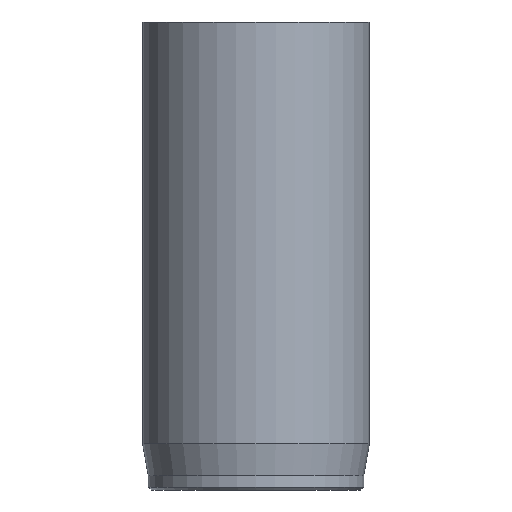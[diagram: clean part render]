
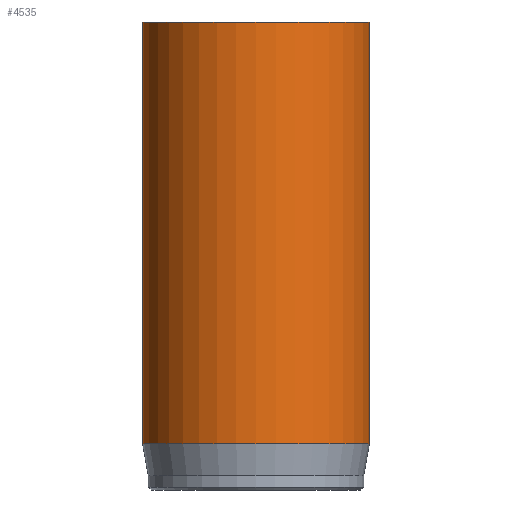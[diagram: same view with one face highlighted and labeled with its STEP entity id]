
A CAD part, front view. The second image highlights one B-rep face of the part: STEP entity #4535.
In plain terms, the highlighted cylindrical face has radius 8 mm (diameter 16 mm), a full revolution.
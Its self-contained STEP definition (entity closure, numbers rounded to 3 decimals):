
#32=CYLINDRICAL_SURFACE('',#4690,8.);
#48=CIRCLE('',#4656,8.);
#64=CIRCLE('',#4688,8.);
#65=CIRCLE('',#4689,8.);
#395=FACE_OUTER_BOUND('',#667,.T.);
#667=EDGE_LOOP('',(#4019,#4020,#4021,#4022,#4023));
#959=LINE('',#8976,#1259);
#1259=VECTOR('',#5160,8.);
#2037=VERTEX_POINT('',#8914);
#2053=VERTEX_POINT('',#8970);
#2054=VERTEX_POINT('',#8971);
#2691=EDGE_CURVE('',#2037,#2037,#48,.T.);
#2715=EDGE_CURVE('',#2053,#2054,#64,.T.);
#2716=EDGE_CURVE('',#2054,#2053,#65,.T.);
#2718=EDGE_CURVE('',#2037,#2053,#959,.T.);
#4019=ORIENTED_EDGE('',*,*,#2691,.T.);
#4020=ORIENTED_EDGE('',*,*,#2718,.T.);
#4021=ORIENTED_EDGE('',*,*,#2715,.T.);
#4022=ORIENTED_EDGE('',*,*,#2716,.T.);
#4023=ORIENTED_EDGE('',*,*,#2718,.F.);
#4535=ADVANCED_FACE('',(#395),#32,.T.);
#4656=AXIS2_PLACEMENT_3D('',#8915,#5081,#5082);
#4688=AXIS2_PLACEMENT_3D('',#8972,#5153,#5154);
#4689=AXIS2_PLACEMENT_3D('',#8973,#5155,#5156);
#4690=AXIS2_PLACEMENT_3D('',#8975,#5158,#5159);
#5081=DIRECTION('center_axis',(0.,0.,-1.));
#5082=DIRECTION('ref_axis',(-1.,0.,0.));
#5153=DIRECTION('center_axis',(0.,0.,1.));
#5154=DIRECTION('ref_axis',(-1.,0.,0.));
#5155=DIRECTION('center_axis',(0.,0.,1.));
#5156=DIRECTION('ref_axis',(-1.,0.,0.));
#5158=DIRECTION('center_axis',(0.,0.,1.));
#5159=DIRECTION('ref_axis',(-1.,0.,0.));
#5160=DIRECTION('',(0.,0.,-1.));
#8914=CARTESIAN_POINT('',(8.,0.,33.));
#8915=CARTESIAN_POINT('Origin',(0.,0.,33.));
#8970=CARTESIAN_POINT('',(8.,0.,3.269));
#8971=CARTESIAN_POINT('',(-8.,0.,3.269));
#8972=CARTESIAN_POINT('Origin',(0.,0.,3.269));
#8973=CARTESIAN_POINT('Origin',(0.,0.,3.269));
#8975=CARTESIAN_POINT('Origin',(0.,0.,0.));
#8976=CARTESIAN_POINT('',(8.,0.,0.));
